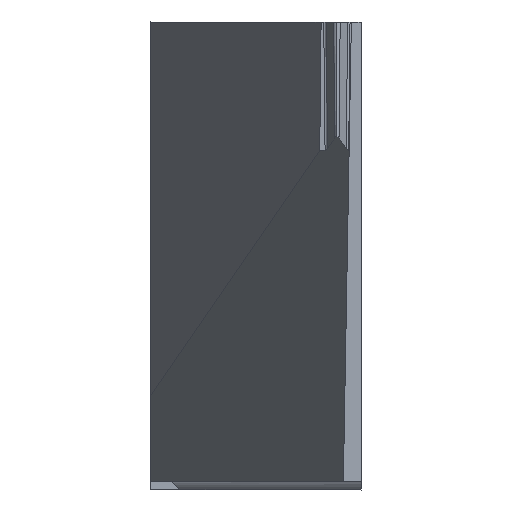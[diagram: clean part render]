
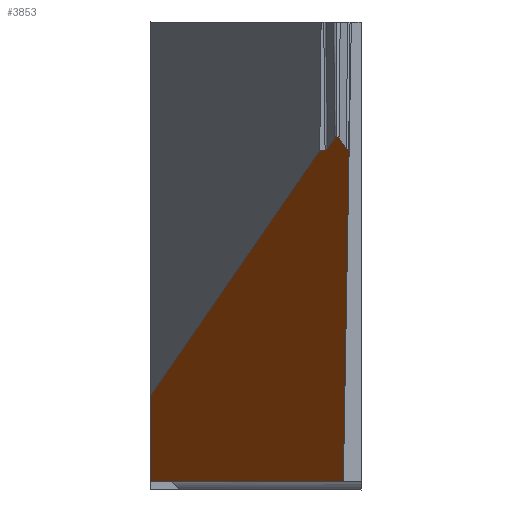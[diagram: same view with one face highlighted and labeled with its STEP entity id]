
A CAD part, front view. The second image highlights one B-rep face of the part: STEP entity #3853.
In plain terms, the highlighted planar face has unit normal (0, -0.643, -0.766).
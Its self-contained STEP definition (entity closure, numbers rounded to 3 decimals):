
#90=CARTESIAN_POINT('',(0.,5.323,-6.391));
#91=DIRECTION('',(0.,0.766,-0.643));
#92=VECTOR('',#91,2.27);
#93=LINE('',#90,#92);
#94=CARTESIAN_POINT('',(0.,5.323,-6.391));
#95=VERTEX_POINT('',#94);
#96=CARTESIAN_POINT('',(0.,7.062,-7.85));
#97=VERTEX_POINT('',#96);
#98=EDGE_CURVE('',#95,#97,#93,.T.);
#568=CARTESIAN_POINT('',(0.,5.323,-6.391));
#569=DIRECTION('',(0.404,-0.701,0.588));
#570=VECTOR('',#569,7.145);
#571=LINE('',#568,#570);
#572=CARTESIAN_POINT('',(2.89,0.318,-2.191));
#573=VERTEX_POINT('',#572);
#574=EDGE_CURVE('',#95,#573,#571,.T.);
#741=CARTESIAN_POINT('',(3.293,7.062,-7.85));
#742=VERTEX_POINT('',#741);
#753=CARTESIAN_POINT('',(3.293,7.062,-7.85));
#754=DIRECTION('',(0.011,-0.766,0.643));
#755=VECTOR('',#754,8.809);
#756=LINE('',#753,#755);
#757=CARTESIAN_POINT('',(3.392,0.315,-2.188));
#758=VERTEX_POINT('',#757);
#759=EDGE_CURVE('',#742,#758,#756,.T.);
#945=CARTESIAN_POINT('',(3.385,0.314,-2.188));
#946=VERTEX_POINT('',#945);
#957=CARTESIAN_POINT('',(3.385,0.314,-2.188));
#958=DIRECTION('',(0.999,0.035,-0.03));
#959=VECTOR('',#958,0.007);
#960=LINE('',#957,#959);
#961=EDGE_CURVE('',#946,#758,#960,.T.);
#1005=CARTESIAN_POINT('',(3.385,0.314,-2.188));
#1006=CARTESIAN_POINT('',(3.367,0.314,-2.188));
#1007=CARTESIAN_POINT('',(3.352,0.305,-2.18));
#1008=CARTESIAN_POINT('',(3.343,0.289,-2.167));
#1009=(BOUNDED_CURVE()B_SPLINE_CURVE(3,(#1005,#1006,#1007,#1008),.UNSPECIFIED.,.F.,.F.)B_SPLINE_CURVE_WITH_KNOTS((4,4),(0.,1.),.UNSPECIFIED.)CURVE()GEOMETRIC_REPRESENTATION_ITEM()RATIONAL_B_SPLINE_CURVE((1.,0.916,0.916,1.))REPRESENTATION_ITEM('')
);
#1010=CARTESIAN_POINT('',(3.343,0.289,-2.167));
#1011=VERTEX_POINT('',#1010);
#1012=EDGE_CURVE('',#946,#1011,#1009,.T.);
#1089=CARTESIAN_POINT('',(3.219,0.067,-1.98));
#1090=VERTEX_POINT('',#1089);
#1101=CARTESIAN_POINT('',(3.219,0.067,-1.98));
#1102=DIRECTION('',(0.395,0.704,-0.591));
#1103=VECTOR('',#1102,0.315);
#1104=LINE('',#1101,#1103);
#1105=EDGE_CURVE('',#1090,#1011,#1104,.T.);
#1179=CARTESIAN_POINT('',(3.182,0.037,-1.955));
#1180=VERTEX_POINT('',#1179);
#1191=CARTESIAN_POINT('',(3.219,0.067,-1.98));
#1192=CARTESIAN_POINT('',(3.211,0.053,-1.968));
#1193=CARTESIAN_POINT('',(3.198,0.042,-1.96));
#1194=CARTESIAN_POINT('',(3.182,0.037,-1.955));
#1195=(BOUNDED_CURVE()B_SPLINE_CURVE(3,(#1191,#1192,#1193,#1194),.UNSPECIFIED.,.F.,.F.)B_SPLINE_CURVE_WITH_KNOTS((4,4),(0.,1.),.UNSPECIFIED.)CURVE()GEOMETRIC_REPRESENTATION_ITEM()RATIONAL_B_SPLINE_CURVE((1.,0.955,0.955,1.))REPRESENTATION_ITEM('')
);
#1196=EDGE_CURVE('',#1090,#1180,#1195,.T.);
#1235=CARTESIAN_POINT('',(3.146,0.067,-1.98));
#1236=VERTEX_POINT('',#1235);
#1249=CARTESIAN_POINT('',(3.182,0.037,-1.955));
#1250=CARTESIAN_POINT('',(3.167,0.042,-1.96));
#1251=CARTESIAN_POINT('',(3.154,0.053,-1.968));
#1252=CARTESIAN_POINT('',(3.146,0.067,-1.98));
#1253=(BOUNDED_CURVE()B_SPLINE_CURVE(3,(#1249,#1250,#1251,#1252),.UNSPECIFIED.,.F.,.F.)B_SPLINE_CURVE_WITH_KNOTS((4,4),(0.,1.),.UNSPECIFIED.)CURVE()GEOMETRIC_REPRESENTATION_ITEM()RATIONAL_B_SPLINE_CURVE((1.,0.955,0.955,1.))REPRESENTATION_ITEM('')
);
#1254=EDGE_CURVE('',#1180,#1236,#1253,.T.);
#1313=CARTESIAN_POINT('',(3.022,0.289,-2.167));
#1314=DIRECTION('',(0.395,-0.704,0.591));
#1315=VECTOR('',#1314,0.315);
#1316=LINE('',#1313,#1315);
#1317=CARTESIAN_POINT('',(3.022,0.289,-2.167));
#1318=VERTEX_POINT('',#1317);
#1319=EDGE_CURVE('',#1318,#1236,#1316,.T.);
#1393=CARTESIAN_POINT('',(3.022,0.289,-2.167));
#1394=CARTESIAN_POINT('',(3.013,0.305,-2.18));
#1395=CARTESIAN_POINT('',(2.998,0.314,-2.188));
#1396=CARTESIAN_POINT('',(2.98,0.314,-2.188));
#1397=(BOUNDED_CURVE()B_SPLINE_CURVE(3,(#1393,#1394,#1395,#1396),.UNSPECIFIED.,.F.,.F.)B_SPLINE_CURVE_WITH_KNOTS((4,4),(0.,1.),.UNSPECIFIED.)CURVE()GEOMETRIC_REPRESENTATION_ITEM()RATIONAL_B_SPLINE_CURVE((1.,0.916,0.916,1.))REPRESENTATION_ITEM('')
);
#1398=CARTESIAN_POINT('',(2.98,0.314,-2.188));
#1399=VERTEX_POINT('',#1398);
#1400=EDGE_CURVE('',#1318,#1399,#1397,.T.);
#1577=CARTESIAN_POINT('',(2.89,0.318,-2.191));
#1578=DIRECTION('',(0.999,-0.035,0.03));
#1579=VECTOR('',#1578,0.091);
#1580=LINE('',#1577,#1579);
#1581=EDGE_CURVE('',#573,#1399,#1580,.T.);
#3681=CARTESIAN_POINT('',(3.293,7.062,-7.85));
#3682=DIRECTION('',(-1.,0.,0.));
#3683=VECTOR('',#3682,3.293);
#3684=LINE('',#3681,#3683);
#3685=EDGE_CURVE('',#742,#97,#3684,.T.);
#3738=CARTESIAN_POINT('',(2.2,3.217,-4.624));
#3739=DIRECTION('',(0.,0.643,0.766));
#3740=DIRECTION('',(0.,-0.492,0.413));
#3741=AXIS2_PLACEMENT_3D('',#3738,#3739,#3740);
#3742=PLANE('',#3741);
#3743=ORIENTED_EDGE('Edge 657',*,*,#98,.T.);
#3752=ORIENTED_EDGE('Edge 1433',*,*,#574,.F.);
#3761=ORIENTED_EDGE('Edge 667',*,*,#1581,.F.);
#3770=ORIENTED_EDGE('Edge 672',*,*,#1400,.T.);
#3779=ORIENTED_EDGE('Edge 677',*,*,#1319,.F.);
#3788=ORIENTED_EDGE('Edge 682',*,*,#1254,.T.);
#3797=ORIENTED_EDGE('Edge 687',*,*,#1196,.T.);
#3806=ORIENTED_EDGE('Edge 692',*,*,#1105,.F.);
#3815=ORIENTED_EDGE('Edge 697',*,*,#1012,.T.);
#3824=ORIENTED_EDGE('Edge 702',*,*,#961,.F.);
#3833=ORIENTED_EDGE('Edge 707',*,*,#759,.T.);
#3842=ORIENTED_EDGE('Edge 215',*,*,#3685,.F.);
#3851=EDGE_LOOP('',(#3842,#3833,#3824,#3815,#3806,#3797,#3788,#3779,#3770,#3761,#3752,#3743));
#3852=FACE_OUTER_BOUND('Loop 713',#3851,.T.);
#3853=ADVANCED_FACE('Face 714',(#3852),#3742,.F.);
